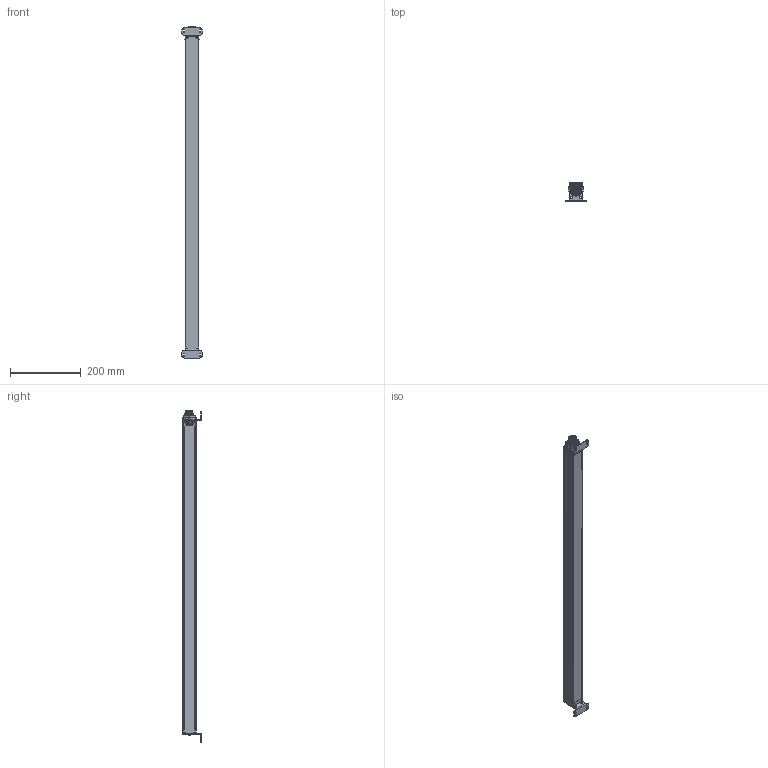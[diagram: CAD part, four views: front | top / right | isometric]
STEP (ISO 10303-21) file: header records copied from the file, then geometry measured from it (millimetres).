
FILE_DESCRIPTION((''),'2;1');
FILE_NAME('255883_SM01_ASM','2026-03-26T16:50:18',('banengservice'),('BANNER ENGINEERING'),'CREO PARAMETRIC BY PTC INC, 2022414','CREO PARAMETRIC BY PTC INC, 2022414','');
FILE_SCHEMA(('CONFIG_CONTROL_DESIGN'));
Products named in the file (2): 255883_EP01; 255883_SM01_ASM
Assembly tree (1 placements, depth 2):
  255883_SM01_ASM
    255883_EP01
Bounding box: 57.15 x 54.86 x 940.13 mm (x, y, z)
Volume: 1244240.9 mm3; surface area: 243810.2 mm2
Topology: 5 solids, 5 shells, 1675 faces, 4740 edges, 3046 vertices
Faces by surface type: plane 692, cylinder 561, cone 188, bspline 164, sphere 42, torus 26, extrusion 2
Entity records: 86453 total; most frequent: CARTESIAN_POINT 43599, ORIENTED_EDGE 9444, DIRECTION 8457, EDGE_CURVE 4722, VERTEX_POINT 3046, AXIS2_PLACEMENT_3D 2997, VECTOR 2463, LINE 2461
